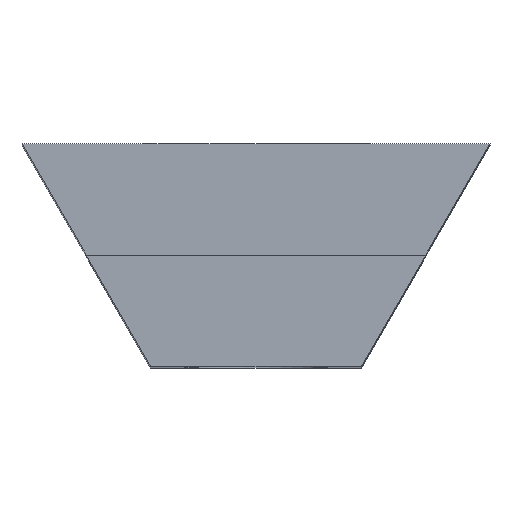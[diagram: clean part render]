
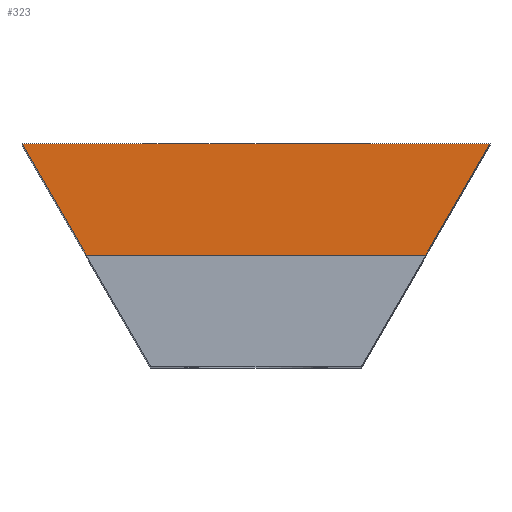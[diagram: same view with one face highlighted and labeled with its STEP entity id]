
A CAD part, top view. The second image highlights one B-rep face of the part: STEP entity #323.
In plain terms, the highlighted planar face has unit normal (0, 0, 1).
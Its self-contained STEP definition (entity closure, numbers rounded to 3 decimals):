
#12 = DIRECTION ( 'NONE',  ( -1., 0., 0. ) ) ;
#27 = DIRECTION ( 'NONE',  ( 0.5, -0.866, 0. ) ) ;
#75 = CARTESIAN_POINT ( 'NONE',  ( 10.5, 10., 25.4 ) ) ;
#89 = VERTEX_POINT ( 'NONE', #384 ) ;
#90 = LINE ( 'NONE', #108, #668 ) ;
#99 = CARTESIAN_POINT ( 'NONE',  ( 10.5, 5., 25.4 ) ) ;
#108 = CARTESIAN_POINT ( 'NONE',  ( -4.726, 0., 25.4 ) ) ;
#118 = DIRECTION ( 'NONE',  ( 0., 0., -1. ) ) ;
#131 = LINE ( 'NONE', #554, #309 ) ;
#197 = PLANE ( 'NONE',  #711 ) ;
#286 = VERTEX_POINT ( 'NONE', #471 ) ;
#309 = VECTOR ( 'NONE', #628, 1000. ) ;
#319 = LINE ( 'NONE', #75, #893 ) ;
#323 = ADVANCED_FACE ( 'NONE', ( #658 ), #197, .F. ) ;
#384 = CARTESIAN_POINT ( 'NONE',  ( 10.5, 10., 25.4 ) ) ;
#429 = CARTESIAN_POINT ( 'NONE',  ( 10.5, 5., 25.4 ) ) ;
#441 = ORIENTED_EDGE ( 'NONE', *, *, #941, .T. ) ;
#471 = CARTESIAN_POINT ( 'NONE',  ( 7.613, 5., 25.4 ) ) ;
#474 = ORIENTED_EDGE ( 'NONE', *, *, #835, .T. ) ;
#525 = LINE ( 'NONE', #99, #720 ) ;
#527 = ORIENTED_EDGE ( 'NONE', *, *, #632, .T. ) ;
#554 = CARTESIAN_POINT ( 'NONE',  ( 10.5, 10., 25.4 ) ) ;
#564 = EDGE_LOOP ( 'NONE', ( #527, #441, #870, #474 ) ) ;
#595 = VERTEX_POINT ( 'NONE', #906 ) ;
#628 = DIRECTION ( 'NONE',  ( 0.5, 0.866, 0. ) ) ;
#629 = CARTESIAN_POINT ( 'NONE',  ( -10.5, 10., 25.4 ) ) ;
#632 = EDGE_CURVE ( 'NONE', #89, #717, #319, .T. ) ;
#637 = EDGE_CURVE ( 'NONE', #286, #595, #525, .T. ) ;
#640 = DIRECTION ( 'NONE',  ( -1., 0., 0. ) ) ;
#651 = DIRECTION ( 'NONE',  ( -1., 0., 0. ) ) ;
#658 = FACE_OUTER_BOUND ( 'NONE', #564, .T. ) ;
#668 = VECTOR ( 'NONE', #27, 1000. ) ;
#711 = AXIS2_PLACEMENT_3D ( 'NONE', #429, #118, #651 ) ;
#717 = VERTEX_POINT ( 'NONE', #629 ) ;
#720 = VECTOR ( 'NONE', #640, 1000. ) ;
#835 = EDGE_CURVE ( 'NONE', #286, #89, #131, .T. ) ;
#870 = ORIENTED_EDGE ( 'NONE', *, *, #637, .F. ) ;
#893 = VECTOR ( 'NONE', #12, 1000. ) ;
#906 = CARTESIAN_POINT ( 'NONE',  ( -7.613, 5., 25.4 ) ) ;
#941 = EDGE_CURVE ( 'NONE', #717, #595, #90, .T. ) ;
